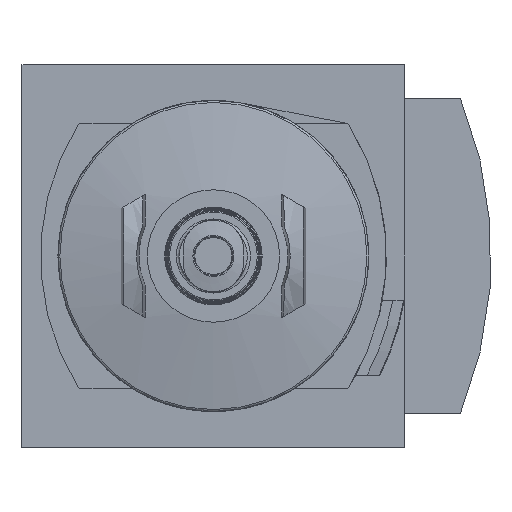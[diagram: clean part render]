
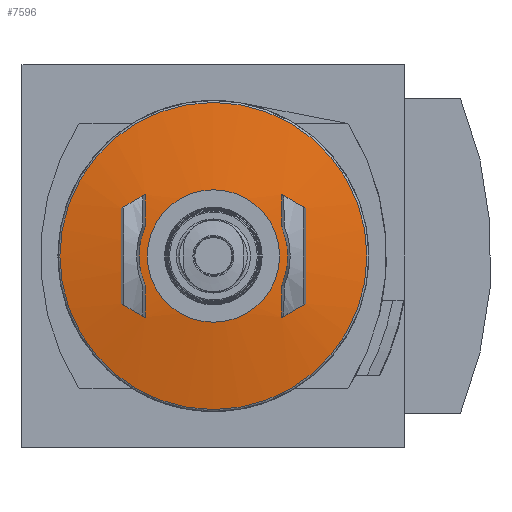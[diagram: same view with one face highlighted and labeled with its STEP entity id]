
A CAD part, front view. The second image highlights one B-rep face of the part: STEP entity #7596.
In plain terms, the highlighted spherical face has radius 108.76 mm.
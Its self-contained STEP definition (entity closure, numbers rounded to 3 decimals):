
#31=SPHERICAL_SURFACE('',#8036,108.76);
#1458=CIRCLE('',#8035,24.871);
#1459=CIRCLE('',#8037,12.055);
#1460=CIRCLE('',#8038,108.372);
#1461=CIRCLE('',#8039,108.117);
#1462=CIRCLE('',#8040,107.834);
#1463=CIRCLE('',#8041,107.453);
#1464=CIRCLE('',#8042,107.834);
#1465=CIRCLE('',#8043,108.117);
#1466=CIRCLE('',#8044,108.372);
#1467=CIRCLE('',#8045,107.834);
#1468=CIRCLE('',#8046,107.453);
#1469=CIRCLE('',#8047,107.834);
#1470=CIRCLE('',#8048,108.117);
#1471=CIRCLE('',#8049,108.372);
#1472=CIRCLE('',#8050,12.055);
#1473=CIRCLE('',#8051,108.372);
#1474=CIRCLE('',#8052,108.117);
#1475=CIRCLE('',#8053,10.724);
#2659=ORIENTED_EDGE('',*,*,#3695,.T.);
#2660=ORIENTED_EDGE('',*,*,#3696,.T.);
#2661=ORIENTED_EDGE('',*,*,#3697,.T.);
#2662=ORIENTED_EDGE('',*,*,#3698,.T.);
#2663=ORIENTED_EDGE('',*,*,#3699,.T.);
#2664=ORIENTED_EDGE('',*,*,#3700,.T.);
#2665=ORIENTED_EDGE('',*,*,#3701,.T.);
#2666=ORIENTED_EDGE('',*,*,#3702,.T.);
#2667=ORIENTED_EDGE('',*,*,#3703,.T.);
#2668=ORIENTED_EDGE('',*,*,#3704,.T.);
#2669=ORIENTED_EDGE('',*,*,#3705,.T.);
#2670=ORIENTED_EDGE('',*,*,#3706,.T.);
#2671=ORIENTED_EDGE('',*,*,#3707,.T.);
#2672=ORIENTED_EDGE('',*,*,#3708,.T.);
#2673=ORIENTED_EDGE('',*,*,#3709,.T.);
#2674=ORIENTED_EDGE('',*,*,#3710,.T.);
#2675=ORIENTED_EDGE('',*,*,#3711,.T.);
#2676=ORIENTED_EDGE('',*,*,#3712,.F.);
#3695=EDGE_CURVE('',#4283,#4283,#1458,.T.);
#3696=EDGE_CURVE('',#4284,#4285,#1459,.F.);
#3697=EDGE_CURVE('',#4285,#4286,#1460,.T.);
#3698=EDGE_CURVE('',#4286,#4287,#1461,.T.);
#3699=EDGE_CURVE('',#4287,#4288,#1462,.T.);
#3700=EDGE_CURVE('',#4288,#4289,#1463,.T.);
#3701=EDGE_CURVE('',#4289,#4290,#1464,.T.);
#3702=EDGE_CURVE('',#4290,#4291,#1465,.T.);
#3703=EDGE_CURVE('',#4291,#4284,#1466,.T.);
#3704=EDGE_CURVE('',#4292,#4293,#1467,.T.);
#3705=EDGE_CURVE('',#4293,#4294,#1468,.T.);
#3706=EDGE_CURVE('',#4294,#4295,#1469,.T.);
#3707=EDGE_CURVE('',#4295,#4296,#1470,.T.);
#3708=EDGE_CURVE('',#4296,#4297,#1471,.T.);
#3709=EDGE_CURVE('',#4297,#4298,#1472,.F.);
#3710=EDGE_CURVE('',#4298,#4299,#1473,.T.);
#3711=EDGE_CURVE('',#4299,#4292,#1474,.T.);
#3712=EDGE_CURVE('',#4300,#4300,#1475,.T.);
#4283=VERTEX_POINT('',#11101);
#4284=VERTEX_POINT('',#11104);
#4285=VERTEX_POINT('',#11105);
#4286=VERTEX_POINT('',#11107);
#4287=VERTEX_POINT('',#11109);
#4288=VERTEX_POINT('',#11111);
#4289=VERTEX_POINT('',#11113);
#4290=VERTEX_POINT('',#11115);
#4291=VERTEX_POINT('',#11117);
#4292=VERTEX_POINT('',#11120);
#4293=VERTEX_POINT('',#11121);
#4294=VERTEX_POINT('',#11123);
#4295=VERTEX_POINT('',#11125);
#4296=VERTEX_POINT('',#11127);
#4297=VERTEX_POINT('',#11129);
#4298=VERTEX_POINT('',#11131);
#4299=VERTEX_POINT('',#11133);
#4300=VERTEX_POINT('',#11136);
#4651=EDGE_LOOP('',(#2659));
#4652=EDGE_LOOP('',(#2660,#2661,#2662,#2663,#2664,#2665,#2666,#2667));
#4653=EDGE_LOOP('',(#2668,#2669,#2670,#2671,#2672,#2673,#2674,#2675));
#4654=EDGE_LOOP('',(#2676));
#5023=FACE_BOUND('',#4651,.T.);
#5024=FACE_BOUND('',#4652,.T.);
#5025=FACE_BOUND('',#4653,.T.);
#5026=FACE_BOUND('',#4654,.T.);
#7596=ADVANCED_FACE('',(#5023,#5024,#5025,#5026),#31,.T.);
#8035=AXIS2_PLACEMENT_3D('',#11100,#9356,#9357);
#8036=AXIS2_PLACEMENT_3D('',#11102,#9358,#9359);
#8037=AXIS2_PLACEMENT_3D('',#11103,#9360,#9361);
#8038=AXIS2_PLACEMENT_3D('',#11106,#9362,#9363);
#8039=AXIS2_PLACEMENT_3D('',#11108,#9364,#9365);
#8040=AXIS2_PLACEMENT_3D('',#11110,#9366,#9367);
#8041=AXIS2_PLACEMENT_3D('',#11112,#9368,#9369);
#8042=AXIS2_PLACEMENT_3D('',#11114,#9370,#9371);
#8043=AXIS2_PLACEMENT_3D('',#11116,#9372,#9373);
#8044=AXIS2_PLACEMENT_3D('',#11118,#9374,#9375);
#8045=AXIS2_PLACEMENT_3D('',#11119,#9376,#9377);
#8046=AXIS2_PLACEMENT_3D('',#11122,#9378,#9379);
#8047=AXIS2_PLACEMENT_3D('',#11124,#9380,#9381);
#8048=AXIS2_PLACEMENT_3D('',#11126,#9382,#9383);
#8049=AXIS2_PLACEMENT_3D('',#11128,#9384,#9385);
#8050=AXIS2_PLACEMENT_3D('',#11130,#9386,#9387);
#8051=AXIS2_PLACEMENT_3D('',#11132,#9388,#9389);
#8052=AXIS2_PLACEMENT_3D('',#11134,#9390,#9391);
#8053=AXIS2_PLACEMENT_3D('',#11135,#9392,#9393);
#9356=DIRECTION('',(0.,-1.,0.));
#9357=DIRECTION('',(0.,0.,-1.));
#9358=DIRECTION('',(0.,-1.,0.));
#9359=DIRECTION('',(1.,0.,0.));
#9360=DIRECTION('',(0.,1.,0.));
#9361=DIRECTION('',(0.,0.,1.));
#9362=DIRECTION('',(-1.,-0.017,0.));
#9363=DIRECTION('',(0.017,-1.,0.));
#9364=DIRECTION('',(0.,-0.017,1.));
#9365=DIRECTION('',(0.,-1.,-0.017));
#9366=DIRECTION('',(0.5,0.,0.866));
#9367=DIRECTION('',(0.866,0.,-0.5));
#9368=DIRECTION('',(1.,-0.017,0.));
#9369=DIRECTION('',(0.017,1.,0.));
#9370=DIRECTION('',(0.5,0.,-0.866));
#9371=DIRECTION('',(-0.866,0.,-0.5));
#9372=DIRECTION('',(0.,-0.017,-1.));
#9373=DIRECTION('',(0.,1.,-0.017));
#9374=DIRECTION('',(-1.,-0.017,0.));
#9375=DIRECTION('',(0.017,-1.,0.));
#9376=DIRECTION('',(-0.5,0.,-0.866));
#9377=DIRECTION('',(-0.866,0.,0.5));
#9378=DIRECTION('',(-1.,-0.017,0.));
#9379=DIRECTION('',(0.017,-1.,0.));
#9380=DIRECTION('',(-0.5,0.,0.866));
#9381=DIRECTION('',(0.866,0.,0.5));
#9382=DIRECTION('',(0.,-0.017,1.));
#9383=DIRECTION('',(0.,-1.,-0.017));
#9384=DIRECTION('',(1.,-0.017,0.));
#9385=DIRECTION('',(0.017,1.,0.));
#9386=DIRECTION('',(0.,1.,0.));
#9387=DIRECTION('',(0.,0.,1.));
#9388=DIRECTION('',(1.,-0.017,0.));
#9389=DIRECTION('',(0.017,1.,0.));
#9390=DIRECTION('',(0.,-0.017,-1.));
#9391=DIRECTION('',(0.,1.,-0.017));
#9392=DIRECTION('',(0.,-1.,0.));
#9393=DIRECTION('',(0.,0.,-1.));
#11100=CARTESIAN_POINT('',(0.,-153.648,0.));
#11101=CARTESIAN_POINT('',(0.,-153.648,-24.871));
#11102=CARTESIAN_POINT('',(0.,-47.77,0.));
#11103=CARTESIAN_POINT('',(0.,-155.86,0.));
#11104=CARTESIAN_POINT('',(11.072,-155.86,-4.767));
#11105=CARTESIAN_POINT('',(11.072,-155.86,4.767));
#11106=CARTESIAN_POINT('',(9.183,-47.61,0.));
#11107=CARTESIAN_POINT('',(11.066,-155.509,9.934));
#11108=CARTESIAN_POINT('',(0.,-47.976,11.811));
#11109=CARTESIAN_POINT('',(11.114,-155.504,9.934));
#11110=CARTESIAN_POINT('',(7.08,-47.77,12.263));
#11111=CARTESIAN_POINT('',(14.939,-155.222,7.726));
#11112=CARTESIAN_POINT('',(16.809,-48.063,0.));
#11113=CARTESIAN_POINT('',(14.939,-155.222,-7.726));
#11114=CARTESIAN_POINT('',(7.08,-47.77,-12.263));
#11115=CARTESIAN_POINT('',(11.114,-155.504,-9.934));
#11116=CARTESIAN_POINT('',(0.,-47.976,-11.811));
#11117=CARTESIAN_POINT('',(11.066,-155.509,-9.934));
#11118=CARTESIAN_POINT('',(9.183,-47.61,0.));
#11119=CARTESIAN_POINT('',(-7.08,-47.77,-12.263));
#11120=CARTESIAN_POINT('',(-11.114,-155.504,-9.934));
#11121=CARTESIAN_POINT('',(-14.939,-155.222,-7.726));
#11122=CARTESIAN_POINT('',(-16.809,-48.063,0.));
#11123=CARTESIAN_POINT('',(-14.939,-155.222,7.726));
#11124=CARTESIAN_POINT('',(-7.08,-47.77,12.263));
#11125=CARTESIAN_POINT('',(-11.114,-155.504,9.934));
#11126=CARTESIAN_POINT('',(0.,-47.976,11.811));
#11127=CARTESIAN_POINT('',(-11.066,-155.509,9.934));
#11128=CARTESIAN_POINT('',(-9.183,-47.61,0.));
#11129=CARTESIAN_POINT('',(-11.072,-155.86,4.767));
#11130=CARTESIAN_POINT('',(0.,-155.86,0.));
#11131=CARTESIAN_POINT('',(-11.072,-155.86,-4.767));
#11132=CARTESIAN_POINT('',(-9.183,-47.61,0.));
#11133=CARTESIAN_POINT('',(-11.066,-155.509,-9.934));
#11134=CARTESIAN_POINT('',(0.,-47.976,-11.811));
#11135=CARTESIAN_POINT('',(0.,-156.,0.));
#11136=CARTESIAN_POINT('',(0.,-156.,-10.724));
